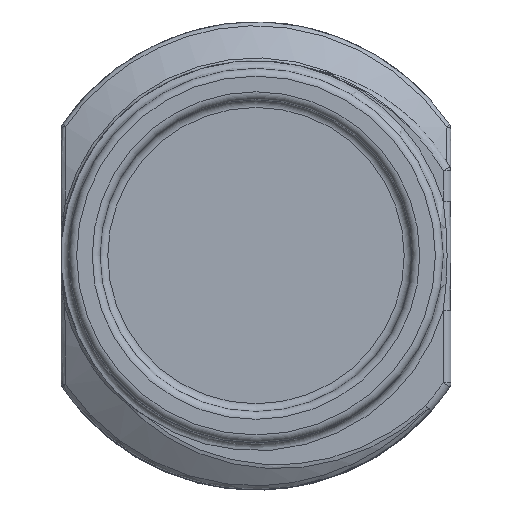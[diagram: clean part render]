
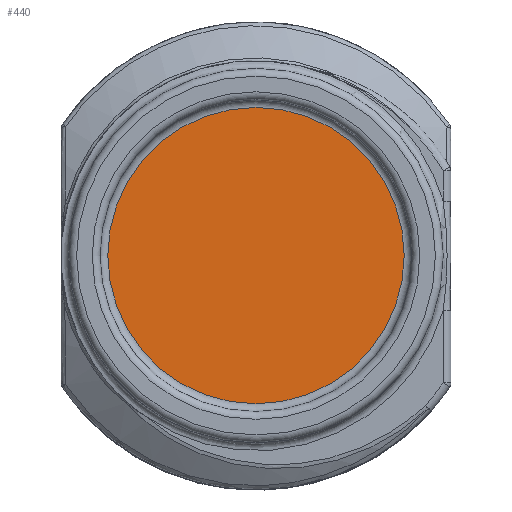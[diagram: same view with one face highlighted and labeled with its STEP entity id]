
A CAD part, top view. The second image highlights one B-rep face of the part: STEP entity #440.
In plain terms, the highlighted planar face has unit normal (0, 0, 1).
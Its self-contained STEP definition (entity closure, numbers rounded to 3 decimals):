
#440=ADVANCED_FACE('',(#817),#763,.F.);
#763=PLANE('',#5110);
#817=FACE_OUTER_BOUND('',#1174,.T.);
#1174=EDGE_LOOP('',(#2393));
#2393=ORIENTED_EDGE('',*,*,#4333,.T.);
#3903=VERTEX_POINT('',#13384);
#4333=EDGE_CURVE('',#3903,#3903,#4748,.T.);
#4748=CIRCLE('',#5109,1.9);
#5109=AXIS2_PLACEMENT_3D('',#13383,#5750,#5751);
#5110=AXIS2_PLACEMENT_3D('',#13385,#5752,#5753);
#5750=DIRECTION('',(0.,0.,1.));
#5751=DIRECTION('',(-1.,0.,0.));
#5752=DIRECTION('',(0.,0.,-1.));
#5753=DIRECTION('',(-1.,0.,0.));
#13383=CARTESIAN_POINT('',(0.,0.,5.4));
#13384=CARTESIAN_POINT('',(-1.9,0.,5.4));
#13385=CARTESIAN_POINT('',(0.,0.,5.4));
